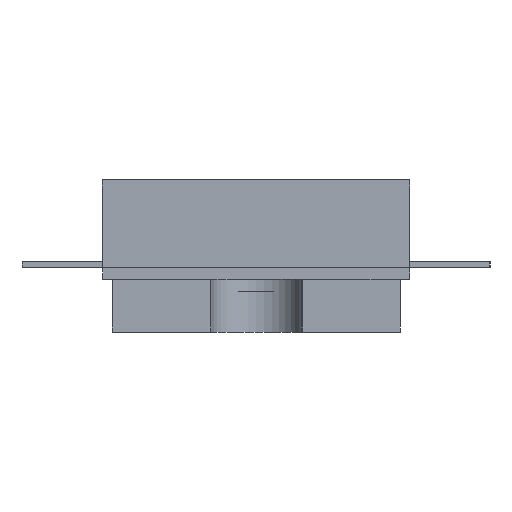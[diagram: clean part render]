
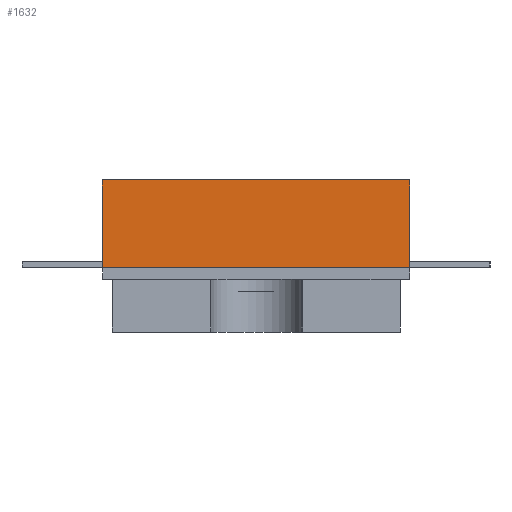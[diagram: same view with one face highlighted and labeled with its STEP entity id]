
A CAD part, left-side view. The second image highlights one B-rep face of the part: STEP entity #1632.
In plain terms, the highlighted planar face has unit normal (-1, 0, 0).
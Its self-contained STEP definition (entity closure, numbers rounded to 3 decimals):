
#1632=ADVANCED_FACE('',(#3380),#3382,.T.);
#3380=FACE_BOUND('',#3381,.T.);
#3381=EDGE_LOOP('',(#5091,#5092,#5093,#5094,#5095,#5096));
#3382=PLANE('',#3383);
#3383=AXIS2_PLACEMENT_3D('',#3384,#3385,#3386);
#3384=CARTESIAN_POINT('',(-11.25,5.255,2.2));
#3385=DIRECTION('',(-1.,0.,0.));
#3386=DIRECTION('',(0.,-1.,0.));
#5091=ORIENTED_EDGE('',*,*,#6082,.T.);
#5092=ORIENTED_EDGE('',*,*,#6083,.T.);
#5093=ORIENTED_EDGE('',*,*,#6084,.T.);
#5094=ORIENTED_EDGE('',*,*,#5576,.F.);
#5095=ORIENTED_EDGE('',*,*,#6085,.F.);
#5096=ORIENTED_EDGE('',*,*,#6086,.T.);
#5576=EDGE_CURVE('',#6260,#6261,#6262,.T.);
#6082=EDGE_CURVE('',#7100,#7101,#7102,.T.);
#6083=EDGE_CURVE('',#7101,#7103,#7104,.T.);
#6084=EDGE_CURVE('',#7103,#6261,#7105,.T.);
#6085=EDGE_CURVE('',#7106,#6260,#7107,.T.);
#6086=EDGE_CURVE('',#7106,#7100,#7108,.T.);
#6260=VERTEX_POINT('',#7404);
#6261=VERTEX_POINT('',#7405);
#6262=LINE('',#7406,#7407);
#7100=VERTEX_POINT('',#9286);
#7101=VERTEX_POINT('',#9287);
#7102=LINE('',#9288,#9289);
#7103=VERTEX_POINT('',#9291);
#7104=LINE('',#9292,#9293);
#7105=LINE('',#9295,#9296);
#7106=VERTEX_POINT('',#9298);
#7107=LINE('',#9299,#9300);
#7108=LINE('',#9302,#9303);
#7404=CARTESIAN_POINT('',(-11.25,5.255,5.2));
#7405=CARTESIAN_POINT('',(-11.25,-5.255,5.2));
#7406=CARTESIAN_POINT('',(-11.25,5.255,5.2));
#7407=VECTOR('',#7408,1.);
#7408=DIRECTION('',(0.,-1.,0.));
#9286=CARTESIAN_POINT('',(-11.25,5.25,2.2));
#9287=CARTESIAN_POINT('',(-11.25,-5.25,2.2));
#9288=CARTESIAN_POINT('',(-11.25,5.25,2.2));
#9289=VECTOR('',#9290,1.);
#9290=DIRECTION('',(0.,-1.,0.));
#9291=CARTESIAN_POINT('',(-11.25,-5.255,2.2));
#9292=CARTESIAN_POINT('',(-11.25,-5.25,2.2));
#9293=VECTOR('',#9294,1.);
#9294=DIRECTION('',(0.,-1.,0.));
#9295=CARTESIAN_POINT('',(-11.25,-5.255,2.2));
#9296=VECTOR('',#9297,1.);
#9297=DIRECTION('',(0.,0.,1.));
#9298=CARTESIAN_POINT('',(-11.25,5.255,2.2));
#9299=CARTESIAN_POINT('',(-11.25,5.255,2.2));
#9300=VECTOR('',#9301,1.);
#9301=DIRECTION('',(0.,0.,1.));
#9302=CARTESIAN_POINT('',(-11.25,5.255,2.2));
#9303=VECTOR('',#9304,1.);
#9304=DIRECTION('',(0.,-1.,0.));
